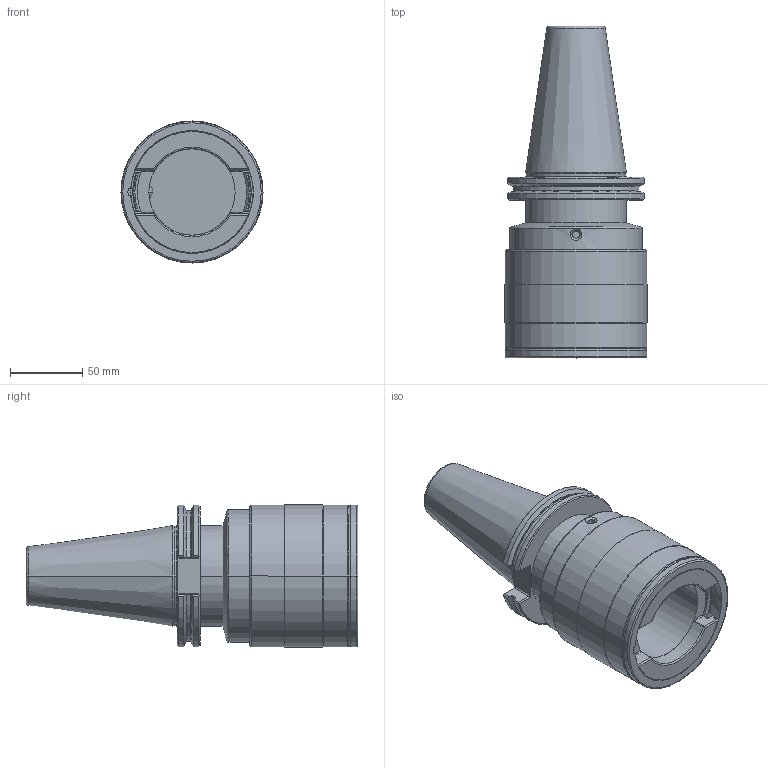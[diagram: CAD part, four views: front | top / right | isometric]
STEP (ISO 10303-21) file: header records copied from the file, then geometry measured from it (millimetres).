
FILE_DESCRIPTION((''),'2;1');
FILE_NAME('32900-50CAT','2021-06-21T15:10:01',('046'),(''),'CREO PARAMETRIC BY PTC INC, 2019352','CREO PARAMETRIC BY PTC INC, 2019352','');
FILE_SCHEMA(('CONFIG_CONTROL_DESIGN'));
Length unit declared in the file: millimetre
Products named in the file (1): 32900-50CAT
Bounding box: 98.5 x 230.15 x 98.5 mm (x, y, z)
Volume: 897168.3 mm3; surface area: 97254.6 mm2
Topology: 1 solids, 1 shells, 198 faces, 516 edges, 324 vertices
Faces by surface type: plane 73, cylinder 55, cone 34, torus 26, bspline 8, sphere 2
Entity records: 7691 total; most frequent: CARTESIAN_POINT 2974, ORIENTED_EDGE 1024, DIRECTION 911, EDGE_CURVE 512, AXIS2_PLACEMENT_3D 347, VERTEX_POINT 324, VECTOR 217, LINE 217
